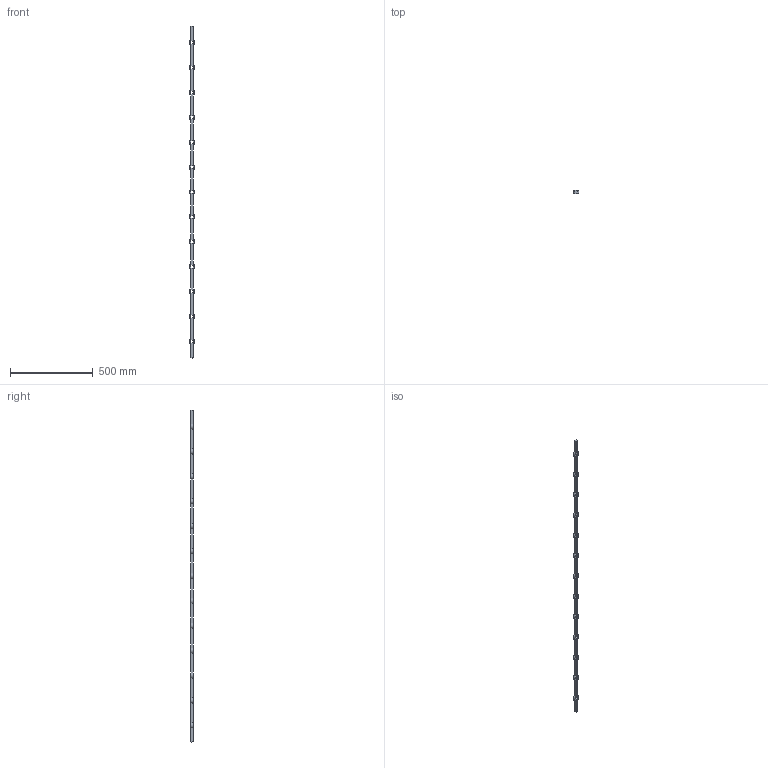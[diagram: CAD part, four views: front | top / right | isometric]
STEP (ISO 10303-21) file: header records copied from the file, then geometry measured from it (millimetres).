
FILE_DESCRIPTION (( 'STEP AP203' ), '1' );
FILE_NAME ('42-9.step', '2022-05-02T13:05:11', ( '' ), ( '' ), 'SwSTEP 2.0', 'SolidWorks 2018', '' );
FILE_SCHEMA (( 'CONFIG_CONTROL_DESIGN' ));
Length unit declared in the file: millimetre
Products named in the file (1): 42-9
Bounding box: 34.88 x 16 x 2000 mm (x, y, z)
Volume: 546585.5 mm3; surface area: 149165 mm2
Topology: 1 solids, 1 shells, 313 faces, 879 edges, 586 vertices
Faces by surface type: plane 204, bspline 83, cylinder 26
Entity records: 13652 total; most frequent: CARTESIAN_POINT 5958, ORIENTED_EDGE 1758, DIRECTION 1227, EDGE_CURVE 879, VECTOR 661, LINE 661, VERTEX_POINT 586, EDGE_LOOP 357
